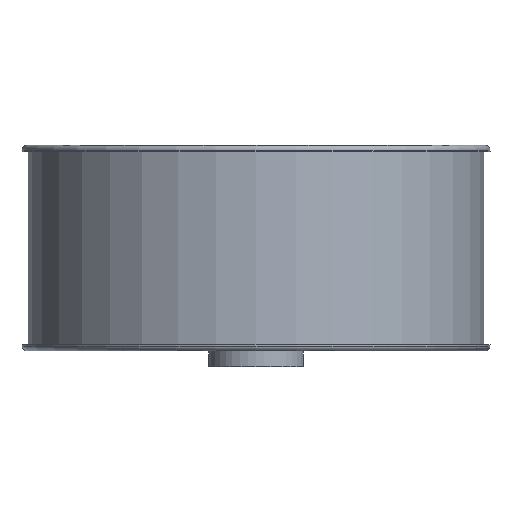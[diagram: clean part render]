
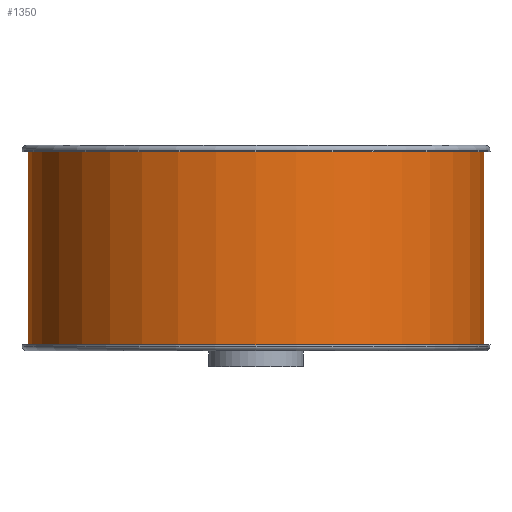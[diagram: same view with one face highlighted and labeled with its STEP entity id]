
A CAD part, front view. The second image highlights one B-rep face of the part: STEP entity #1350.
In plain terms, the highlighted cylindrical face has radius 45.72 mm (diameter 91.44 mm), a full revolution.
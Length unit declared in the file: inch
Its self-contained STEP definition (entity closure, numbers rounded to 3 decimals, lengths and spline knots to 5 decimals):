
#640 = DIRECTION ( 'NONE',  ( -1., 0., 0. ) ) ;
#655 = DIRECTION ( 'NONE',  ( 0., 0., -1. ) ) ;
#662 = CARTESIAN_POINT ( 'NONE',  ( 0., 0., 0.75 ) ) ;
#686 = CYLINDRICAL_SURFACE ( 'NONE', #2777, 1.8 ) ;
#708 = FACE_OUTER_BOUND ( 'NONE', #1118, .T. ) ;
#733 = FACE_OUTER_BOUND ( 'NONE', #1001, .T. ) ;
#1001 = EDGE_LOOP ( 'NONE', ( #4136 ) ) ;
#1118 = EDGE_LOOP ( 'NONE', ( #4157 ) ) ;
#1350 = ADVANCED_FACE ( 'NONE', ( #733, #708 ), #686, .T. ) ;
#1585 = EDGE_CURVE ( 'NONE', #4315, #4315, #4122, .T. ) ;
#1631 = EDGE_CURVE ( 'NONE', #4292, #4292, #1639, .T. ) ;
#1635 = AXIS2_PLACEMENT_3D ( 'NONE', #3038, #3030, #3012 ) ;
#1639 = CIRCLE ( 'NONE', #1635, 1.8 ) ;
#1973 = AXIS2_PLACEMENT_3D ( 'NONE', #3492, #3475, #3470 ) ;
#2777 = AXIS2_PLACEMENT_3D ( 'NONE', #662, #655, #640 ) ;
#3012 = DIRECTION ( 'NONE',  ( -1., 0., 0. ) ) ;
#3030 = DIRECTION ( 'NONE',  ( 0., 0., -1. ) ) ;
#3038 = CARTESIAN_POINT ( 'NONE',  ( 0., 0., 1.7 ) ) ;
#3470 = DIRECTION ( 'NONE',  ( -1., 0., 0. ) ) ;
#3475 = DIRECTION ( 'NONE',  ( 0., 0., -1. ) ) ;
#3492 = CARTESIAN_POINT ( 'NONE',  ( 0., 0., 0.175 ) ) ;
#4122 = CIRCLE ( 'NONE', #1973, 1.8 ) ;
#4136 = ORIENTED_EDGE ( 'NONE', *, *, #1585, .F. ) ;
#4157 = ORIENTED_EDGE ( 'NONE', *, *, #1631, .T. ) ;
#4270 = CARTESIAN_POINT ( 'NONE',  ( -1.8, 0., 1.7 ) ) ;
#4292 = VERTEX_POINT ( 'NONE', #4270 ) ;
#4302 = CARTESIAN_POINT ( 'NONE',  ( -1.8, 0., 0.175 ) ) ;
#4315 = VERTEX_POINT ( 'NONE', #4302 ) ;
